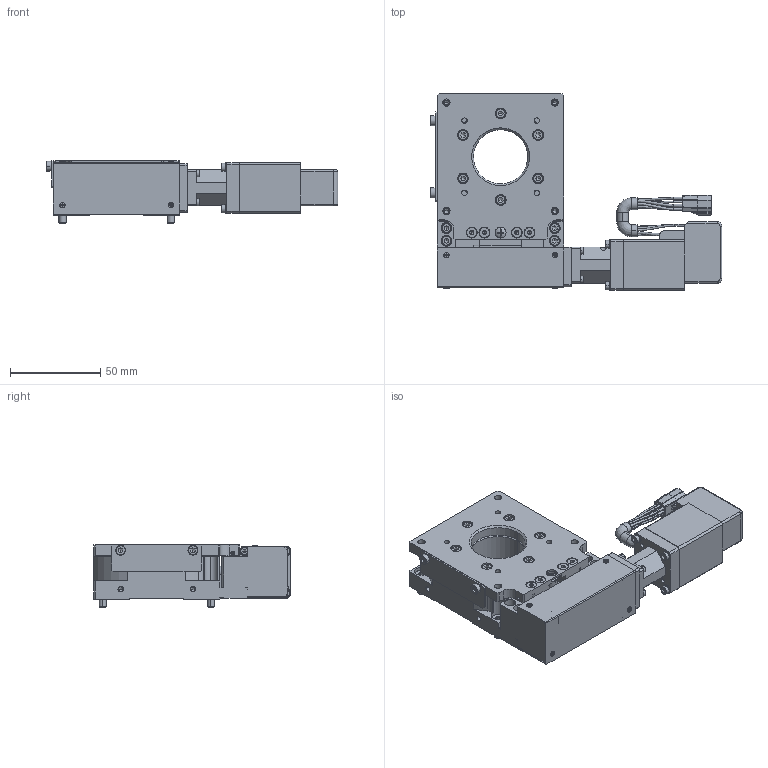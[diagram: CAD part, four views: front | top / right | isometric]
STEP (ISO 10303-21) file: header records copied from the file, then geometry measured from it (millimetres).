
FILE_DESCRIPTION( (''), '2;1');
FILE_NAME ('DR051305-0001-000-00.stp','2019-04-18T18:54:29',(''),(''),'spGate 13.4.4','','');
FILE_SCHEMA (('AUTOMOTIVE_DESIGN'));
Length unit declared in the file: millimetre
Products named in the file (13): Assembly; DR051305-0001-000-00-prt0; DR051305-0001-000-00-prt1; DR051305-0001-000-00-prt2; DR051305-0001-000-00-prt3; DR051305-0001-000-00-prt4; DR051305-0001-000-00-prt5; DR051305-0001-000-00-prt6; DR051305-0001-000-00-prt7; DR051305-0001-000-00-prt8; DR051305-0001-000-00-prt9; DR051305-0001-000-00-prt10; DR051305-0001-000-00-prt11
Assembly tree (12 placements, depth 2):
  Assembly
    DR051305-0001-000-00-prt0
    DR051305-0001-000-00-prt1
    DR051305-0001-000-00-prt2
    DR051305-0001-000-00-prt3
    DR051305-0001-000-00-prt4
    DR051305-0001-000-00-prt5
    DR051305-0001-000-00-prt6
    DR051305-0001-000-00-prt7
    DR051305-0001-000-00-prt8
    DR051305-0001-000-00-prt9
    DR051305-0001-000-00-prt10
    DR051305-0001-000-00-prt11
Bounding box: 161.5 x 109 x 34.5 mm (x, y, z)
Volume: 205012.6 mm3; surface area: 99573.8 mm2
Topology: 12 solids, 12 shells, 2679 faces, 6504 edges, 3919 vertices
Faces by surface type: plane 1390, cylinder 720, bspline 559, sphere 10
Entity records: 133605 total; most frequent: CARTESIAN_POINT 23253, ORIENTED_EDGE 12700, DIRECTION 11294, COLOUR_RGB 9041, PRESENTATION_STYLE_ASSIGNMENT 9041, STYLED_ITEM 9041, EDGE_CURVE 6350, DRAUGHTING_PRE_DEFINED_CURVE_FONT 6350
